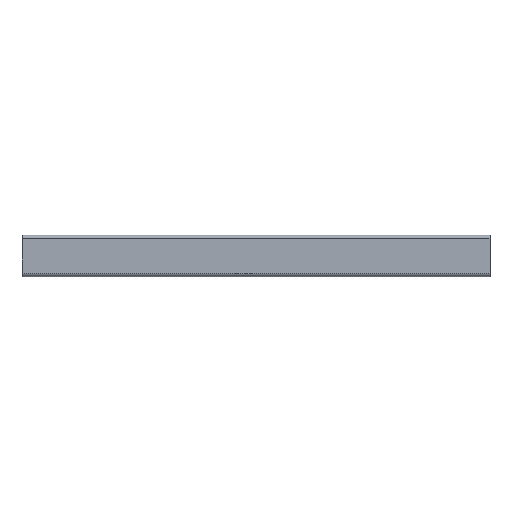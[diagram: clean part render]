
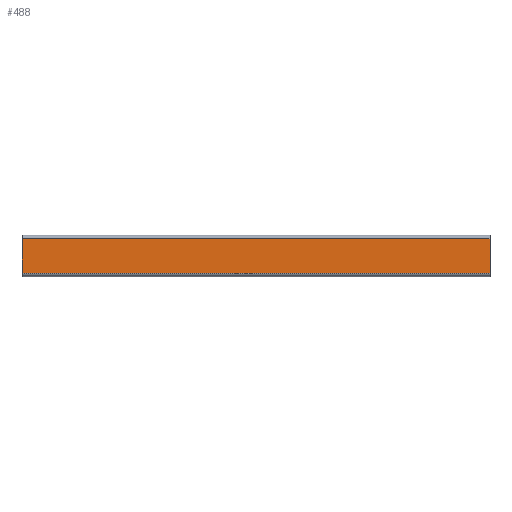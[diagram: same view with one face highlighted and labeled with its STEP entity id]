
A CAD part, top view. The second image highlights one B-rep face of the part: STEP entity #488.
In plain terms, the highlighted planar face has unit normal (0, 0, 1).
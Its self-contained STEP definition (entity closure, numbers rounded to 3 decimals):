
#468=AXIS2_PLACEMENT_3D('Plane Axis2P3D',#465,#466,#467) ;
#91=CARTESIAN_POINT('Vertex',(0.,0.2,12.219)) ;
#94=CARTESIAN_POINT('Line Origine',(0.,1.2,12.219)) ;
#98=CARTESIAN_POINT('Vertex',(0.,2.2,12.219)) ;
#446=CARTESIAN_POINT('Line Origine',(8.3,2.2,12.219)) ;
#450=CARTESIAN_POINT('Vertex',(27.1,2.2,12.219)) ;
#465=CARTESIAN_POINT('Axis2P3D Location',(1.3,2.2,12.219)) ;
#470=CARTESIAN_POINT('Line Origine',(27.1,1.2,12.219)) ;
#474=CARTESIAN_POINT('Vertex',(27.1,0.2,12.219)) ;
#477=CARTESIAN_POINT('Line Origine',(13.55,0.2,12.219)) ;
#95=DIRECTION('Vector Direction',(0.,1.,0.)) ;
#447=DIRECTION('Vector Direction',(1.,0.,0.)) ;
#466=DIRECTION('Axis2P3D Direction',(0.,0.,-1.)) ;
#467=DIRECTION('Axis2P3D XDirection',(0.,-1.,0.)) ;
#471=DIRECTION('Vector Direction',(0.,-1.,0.)) ;
#478=DIRECTION('Vector Direction',(-1.,0.,0.)) ;
#96=VECTOR('Line Direction',#95,1.) ;
#448=VECTOR('Line Direction',#447,1.) ;
#472=VECTOR('Line Direction',#471,1.) ;
#479=VECTOR('Line Direction',#478,1.) ;
#483=ORIENTED_EDGE('',*,*,#476,.F.) ;
#484=ORIENTED_EDGE('',*,*,#452,.T.) ;
#485=ORIENTED_EDGE('',*,*,#100,.T.) ;
#486=ORIENTED_EDGE('',*,*,#481,.F.) ;
#488=ADVANCED_FACE('ISGF',(#487),#469,.F.) ;
#100=EDGE_CURVE('',#99,#92,#97,.F.) ;
#452=EDGE_CURVE('',#451,#99,#449,.F.) ;
#476=EDGE_CURVE('',#451,#475,#473,.T.) ;
#481=EDGE_CURVE('',#475,#92,#480,.T.) ;
#482=EDGE_LOOP('',(#483,#484,#485,#486)) ;
#487=FACE_OUTER_BOUND('',#482,.T.) ;
#97=LINE('Line',#94,#96) ;
#449=LINE('Line',#446,#448) ;
#473=LINE('Line',#470,#472) ;
#480=LINE('Line',#477,#479) ;
#469=PLANE('',#468) ;
#92=VERTEX_POINT('',#91) ;
#99=VERTEX_POINT('',#98) ;
#451=VERTEX_POINT('',#450) ;
#475=VERTEX_POINT('',#474) ;
